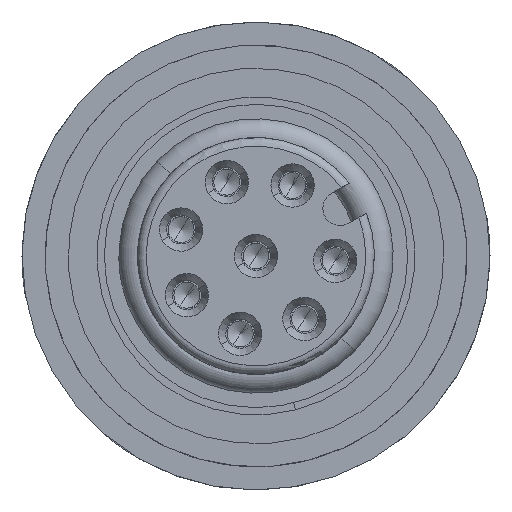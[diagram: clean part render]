
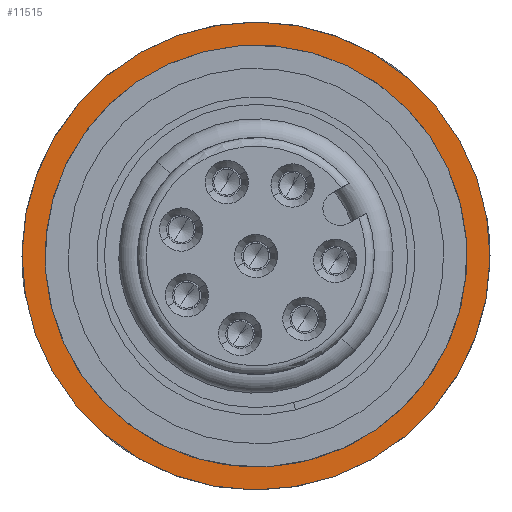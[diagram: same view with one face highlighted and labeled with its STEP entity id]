
A CAD part, left-side view. The second image highlights one B-rep face of the part: STEP entity #11515.
In plain terms, the highlighted planar face has unit normal (-1, 0, 0).
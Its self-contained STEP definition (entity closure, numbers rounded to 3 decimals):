
#2167=CARTESIAN_POINT('',(15.9,-0.616,1.646));
#2168=DIRECTION('',(-1.,0.,0.));
#2169=DIRECTION('',(0.,-0.493,-0.87));
#2170=AXIS2_PLACEMENT_3D('',#2167,#2168,#2169);
#2172=CARTESIAN_POINT('',(15.9,-0.616,1.646));
#2173=DIRECTION('',(-1.,0.,0.));
#2174=DIRECTION('',(0.,0.493,0.87));
#2175=AXIS2_PLACEMENT_3D('',#2172,#2173,#2174);
#2177=CARTESIAN_POINT('',(15.9,-0.616,1.646));
#2178=DIRECTION('',(1.,0.,0.));
#2179=DIRECTION('',(0.,0.964,0.266));
#2180=AXIS2_PLACEMENT_3D('',#2177,#2178,#2179);
#2182=CARTESIAN_POINT('',(15.9,-0.616,1.646));
#2183=DIRECTION('',(1.,0.,0.));
#2184=DIRECTION('',(0.,-0.964,-0.266));
#2185=AXIS2_PLACEMENT_3D('',#2182,#2183,#2184);
#8029=CARTESIAN_POINT('',(15.9,-4.611,-5.4));
#8030=VERTEX_POINT('',#8029);
#8031=CARTESIAN_POINT('',(15.9,3.379,8.693));
#8032=VERTEX_POINT('',#8031);
#8949=CARTESIAN_POINT('',(15.9,3.866,2.885));
#8950=CARTESIAN_POINT('',(15.9,-5.098,0.408));
#8951=VERTEX_POINT('',#8949);
#8952=VERTEX_POINT('',#8950);
#11499=CARTESIAN_POINT('',(15.9,-0.616,1.646));
#11500=DIRECTION('',(1.,0.,0.));
#11501=DIRECTION('',(0.,0.493,0.87));
#11502=AXIS2_PLACEMENT_3D('',#11499,#11500,#11501);
#11503=PLANE('',#11502);
#11505=ORIENTED_EDGE('',*,*,#11504,.F.);
#11507=ORIENTED_EDGE('',*,*,#11506,.F.);
#11508=EDGE_LOOP('',(#11505,#11507));
#11509=FACE_OUTER_BOUND('',#11508,.F.);
#11511=ORIENTED_EDGE('',*,*,#11510,.F.);
#11512=ORIENTED_EDGE('',*,*,#11488,.F.);
#11513=EDGE_LOOP('',(#11511,#11512));
#11514=FACE_BOUND('',#11513,.F.);
#2171=CIRCLE('',#2170,8.1);
#2176=CIRCLE('',#2175,8.1);
#2181=CIRCLE('',#2180,4.65);
#2186=CIRCLE('',#2185,4.65);
#11488=EDGE_CURVE('',#8952,#8951,#2186,.T.);
#11504=EDGE_CURVE('',#8030,#8032,#2171,.T.);
#11506=EDGE_CURVE('',#8032,#8030,#2176,.T.);
#11510=EDGE_CURVE('',#8951,#8952,#2181,.T.);
#11515=ADVANCED_FACE('',(#11509,#11514),#11503,.F.);
